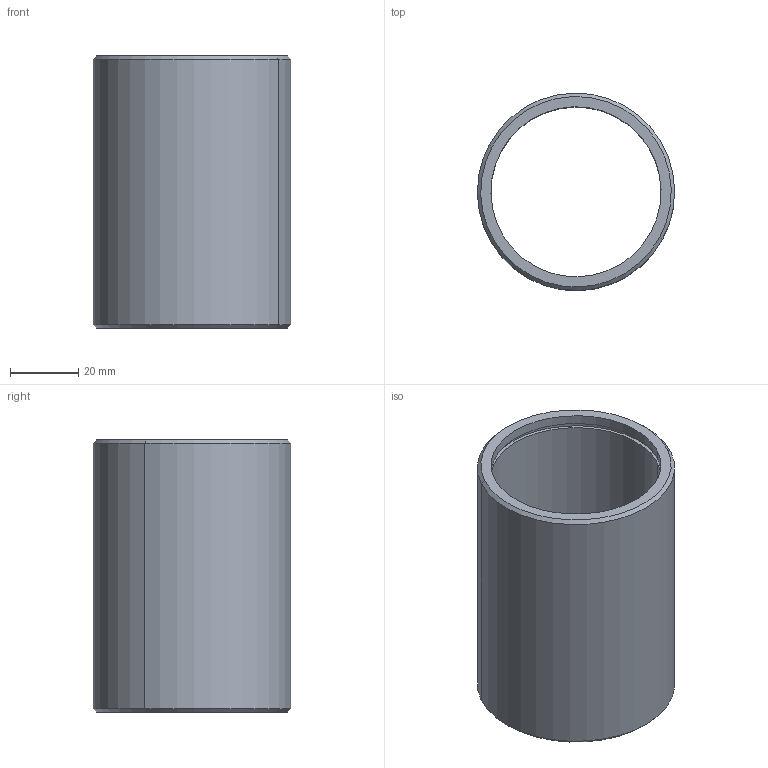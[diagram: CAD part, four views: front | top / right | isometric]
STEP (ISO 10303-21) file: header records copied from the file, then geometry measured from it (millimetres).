
FILE_DESCRIPTION(('CATIA V5 STEP Exchange'),'2;1');
FILE_NAME('RDGS301.5080.stp','2017-03-19T22:31:06+00:00',('none'),('none'),'CATIA Version 5 Release 19 GA (IN-10)','CATIA V5 STEP AP203','none');
FILE_SCHEMA(('CONFIG_CONTROL_DESIGN'));
Length unit declared in the file: millimetre
Products named in the file (1): RDGS301.5080
Bounding box: 57.98 x 57.98 x 80 mm (x, y, z)
Volume: 53866.3 mm3; surface area: 28614.3 mm2
Topology: 1 solids, 1 shells, 16 faces, 35 edges, 27 vertices
Faces by surface type: cylinder 8, plane 4, cone 4
Entity records: 456 total; most frequent: CARTESIAN_POINT 74, ORIENTED_EDGE 64, DIRECTION 57, AXIS2_PLACEMENT_3D 32, EDGE_CURVE 32, CIRCLE 20, EDGE_LOOP 20, VERTEX_POINT 20
